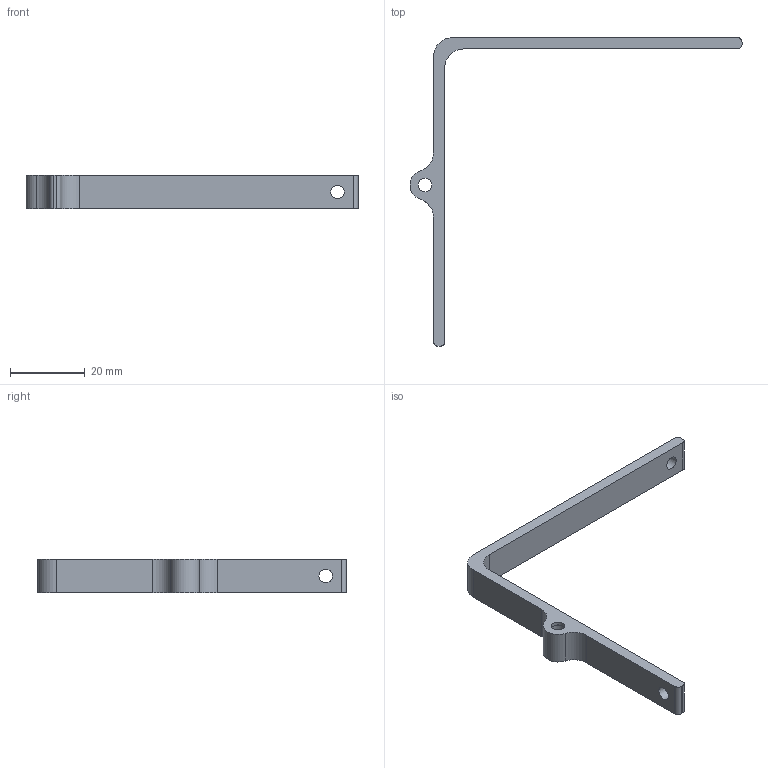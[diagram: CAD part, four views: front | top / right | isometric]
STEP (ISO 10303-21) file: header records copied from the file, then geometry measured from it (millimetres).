
FILE_DESCRIPTION(/* description */ (''),/* implementation_level */ '2;1');
FILE_NAME(/* name */ 'EShutters_FrameClip.step',/* time_stamp */ '2021-11-06T18:48:18+01:00',/* author */ (''),/* organization */ (''),/* preprocessor_version */ 'ST-DEVELOPER v18.1',/* originating_system */ 'Autodesk Translation Framework v10.10.0.1391',/* authorisation */ '');
FILE_SCHEMA (('AUTOMOTIVE_DESIGN { 1 0 10303 214 3 1 1 }'));
Length unit declared in the file: millimetre
Products named in the file (2): WindowElectroShutters; Case
Assembly tree (1 placements, depth 2):
  WindowElectroShutters
    Case
Bounding box: 88.79 x 82.5 x 9 mm (x, y, z)
Volume: 4637 mm3; surface area: 4161.7 mm2
Topology: 1 solids, 1 shells, 23 faces, 60 edges, 40 vertices
Faces by surface type: cylinder 13, plane 10
Full cylindrical faces by diameter (mm): 3.6 x3, 4.3 x1
Entity records: 848 total; most frequent: DIRECTION 138, CARTESIAN_POINT 126, ORIENTED_EDGE 120, EDGE_CURVE 60, AXIS2_PLACEMENT_3D 52, VERTEX_POINT 40, LINE 34, VECTOR 34
